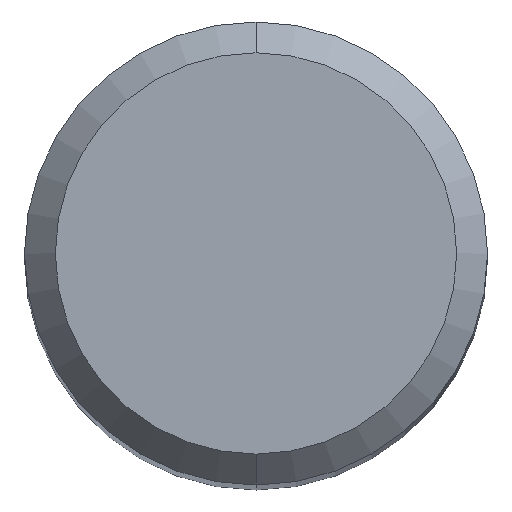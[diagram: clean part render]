
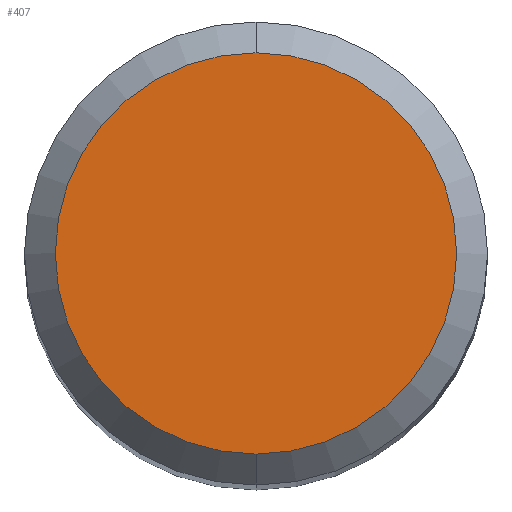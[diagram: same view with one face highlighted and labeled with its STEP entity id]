
A CAD part, top view. The second image highlights one B-rep face of the part: STEP entity #407.
In plain terms, the highlighted planar face has unit normal (0, 0, 1).
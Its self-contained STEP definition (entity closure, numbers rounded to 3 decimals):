
#315=VERTEX_POINT('',#636);
#351=VERTEX_POINT('',#677);
#355=EDGE_CURVE('',#351,#315,#681,.T.);
#381=EDGE_CURVE('',#315,#351,#710,.T.);
#407=ADVANCED_FACE('',(#739),#740,.T.);
#636=CARTESIAN_POINT('',(0.,-2.6,0.0));
#677=CARTESIAN_POINT('',(0.0,2.6,0.0));
#681=CIRCLE('',#1253,2.6);
#710=CIRCLE('',#1294,2.6);
#739=FACE_OUTER_BOUND('',#1361,.T.);
#740=PLANE('',#1362);
#1253=AXIS2_PLACEMENT_3D('',#1662,#1663,#1664);
#1294=AXIS2_PLACEMENT_3D('',#1700,#1701,#1702);
#1361=EDGE_LOOP('',(#1740,#1741));
#1362=AXIS2_PLACEMENT_3D('',#1742,#1743,#1744);
#1662=CARTESIAN_POINT('',(0.0,0.0,0.0));
#1663=DIRECTION('',(0.0,0.0,-1.0));
#1664=DIRECTION('',(0.0,1.0,0.0));
#1700=CARTESIAN_POINT('',(0.0,0.0,0.0));
#1701=DIRECTION('',(0.0,0.0,-1.0));
#1702=DIRECTION('',(0.0,1.0,0.0));
#1740=ORIENTED_EDGE('',*,*,#355,.F.);
#1741=ORIENTED_EDGE('',*,*,#381,.F.);
#1742=CARTESIAN_POINT('',(0.0,1.3,0.0));
#1743=DIRECTION('',(-0.0,0.0,1.0));
#1744=DIRECTION('',(0.0,-1.0,0.0));
